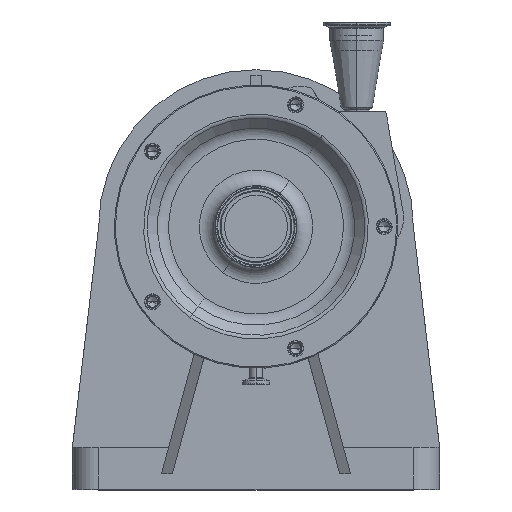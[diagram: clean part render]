
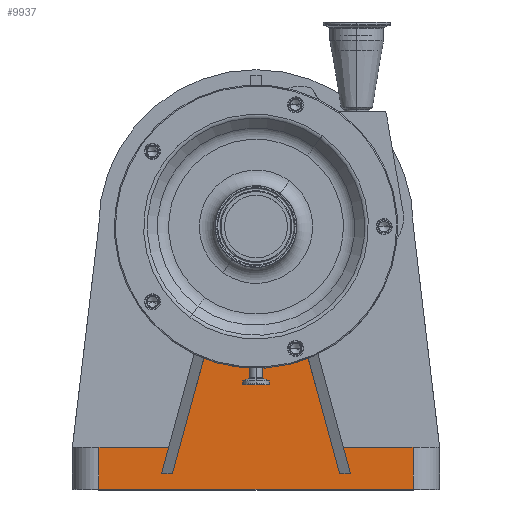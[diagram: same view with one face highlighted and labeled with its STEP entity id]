
A CAD part, top view. The second image highlights one B-rep face of the part: STEP entity #9937.
In plain terms, the highlighted planar face has unit normal (0, 0, 1).
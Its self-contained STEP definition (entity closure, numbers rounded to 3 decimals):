
#9 = DIRECTION ( 'NONE',  ( 1., 0., 0. ) ) ;
#131 = EDGE_CURVE ( 'NONE', #10599, #9818, #1164, .T. ) ;
#251 = VERTEX_POINT ( 'NONE', #9228 ) ;
#377 = CARTESIAN_POINT ( 'NONE',  ( 83.204, 40., -80. ) ) ;
#410 = ORIENTED_EDGE ( 'NONE', *, *, #9487, .T. ) ;
#412 = DIRECTION ( 'NONE',  ( 0., -1., 0. ) ) ;
#461 = EDGE_CURVE ( 'NONE', #10599, #8711, #11080, .T. ) ;
#551 = LINE ( 'NONE', #8473, #11089 ) ;
#553 = ORIENTED_EDGE ( 'NONE', *, *, #3070, .F. ) ;
#756 = VERTEX_POINT ( 'NONE', #8498 ) ;
#811 = DIRECTION ( 'NONE',  ( 0.262, 0.965, 0. ) ) ;
#937 = CARTESIAN_POINT ( 'NONE',  ( 149.6, 40., -80. ) ) ;
#1004 = CARTESIAN_POINT ( 'NONE',  ( 149.6, 0., -80. ) ) ;
#1035 = ORIENTED_EDGE ( 'NONE', *, *, #2059, .T. ) ;
#1164 = LINE ( 'NONE', #8796, #4652 ) ;
#1254 = VECTOR ( 'NONE', #6674, 1000. ) ;
#1327 = CARTESIAN_POINT ( 'NONE',  ( -83.204, 40., -80. ) ) ;
#1383 = DIRECTION ( 'NONE',  ( -1., 0., 0. ) ) ;
#1415 = ORIENTED_EDGE ( 'NONE', *, *, #131, .F. ) ;
#1471 = EDGE_CURVE ( 'NONE', #2516, #756, #9182, .T. ) ;
#1486 = EDGE_CURVE ( 'NONE', #3744, #9828, #7665, .T. ) ;
#1660 = DIRECTION ( 'NONE',  ( 1., 0., 0. ) ) ;
#2059 = EDGE_CURVE ( 'NONE', #10849, #9818, #4142, .T. ) ;
#2257 = EDGE_LOOP ( 'NONE', ( #1035, #1415, #10118, #5033, #9865, #10321, #6165, #553, #10059, #8075, #5736, #410 ) ) ;
#2338 = CARTESIAN_POINT ( 'NONE',  ( -40.6, 158.613, -80. ) ) ;
#2478 = CARTESIAN_POINT ( 'NONE',  ( 80.35, 12.377, -80. ) ) ;
#2516 = VERTEX_POINT ( 'NONE', #377 ) ;
#2529 = CARTESIAN_POINT ( 'NONE',  ( -67.186, 98.928, -80. ) ) ;
#2849 = VECTOR ( 'NONE', #811, 1000. ) ;
#3059 = DIRECTION ( 'NONE',  ( -1., 0., 0. ) ) ;
#3070 = EDGE_CURVE ( 'NONE', #2516, #251, #8472, .T. ) ;
#3252 = CARTESIAN_POINT ( 'NONE',  ( -79.637, 15., -80. ) ) ;
#3255 = VECTOR ( 'NONE', #7471, 1000. ) ;
#3497 = CIRCLE ( 'NONE', #5670, 100. ) ;
#3598 = VECTOR ( 'NONE', #4284, 1000. ) ;
#3658 = VECTOR ( 'NONE', #412, 1000. ) ;
#3744 = VERTEX_POINT ( 'NONE', #7180 ) ;
#3746 = CARTESIAN_POINT ( 'NONE',  ( 0., 250., -80. ) ) ;
#4080 = VECTOR ( 'NONE', #5870, 1000. ) ;
#4109 = PLANE ( 'NONE',  #6227 ) ;
#4129 = CARTESIAN_POINT ( 'NONE',  ( -40.6, 158.613, -80. ) ) ;
#4142 = LINE ( 'NONE', #2338, #3255 ) ;
#4284 = DIRECTION ( 'NONE',  ( -0.262, 0.965, 0. ) ) ;
#4522 = CARTESIAN_POINT ( 'NONE',  ( -90., 15., -80. ) ) ;
#4652 = VECTOR ( 'NONE', #10466, 1000. ) ;
#4910 = VERTEX_POINT ( 'NONE', #1004 ) ;
#5033 = ORIENTED_EDGE ( 'NONE', *, *, #5154, .F. ) ;
#5072 = CARTESIAN_POINT ( 'NONE',  ( 0., 15., -80. ) ) ;
#5073 = CARTESIAN_POINT ( 'NONE',  ( 149.6, 40., -80. ) ) ;
#5154 = EDGE_CURVE ( 'NONE', #6769, #8711, #5936, .T. ) ;
#5670 = AXIS2_PLACEMENT_3D ( 'NONE', #3746, #6518, #3059 ) ;
#5736 = ORIENTED_EDGE ( 'NONE', *, *, #1486, .T. ) ;
#5870 = DIRECTION ( 'NONE',  ( 1., 0., 0. ) ) ;
#5936 = LINE ( 'NONE', #5073, #7317 ) ;
#6165 = ORIENTED_EDGE ( 'NONE', *, *, #10807, .F. ) ;
#6188 = CARTESIAN_POINT ( 'NONE',  ( 149.6, 0., -80. ) ) ;
#6227 = AXIS2_PLACEMENT_3D ( 'NONE', #7554, #6712, #1383 ) ;
#6511 = VERTEX_POINT ( 'NONE', #9320 ) ;
#6518 = DIRECTION ( 'NONE',  ( 0., 0., -1. ) ) ;
#6674 = DIRECTION ( 'NONE',  ( 0.262, -0.965, 0. ) ) ;
#6712 = DIRECTION ( 'NONE',  ( 0., 0., -1. ) ) ;
#6715 = LINE ( 'NONE', #6188, #7668 ) ;
#6722 = CARTESIAN_POINT ( 'NONE',  ( 87.773, 23.194, -80. ) ) ;
#6769 = VERTEX_POINT ( 'NONE', #10127 ) ;
#6818 = VECTOR ( 'NONE', #6939, 1000. ) ;
#6939 = DIRECTION ( 'NONE',  ( 1., 0., 0. ) ) ;
#7078 = EDGE_CURVE ( 'NONE', #3744, #756, #10137, .T. ) ;
#7180 = CARTESIAN_POINT ( 'NONE',  ( 79.637, 15., -80. ) ) ;
#7317 = VECTOR ( 'NONE', #9, 1000. ) ;
#7471 = DIRECTION ( 'NONE',  ( -0.262, -0.965, 0. ) ) ;
#7491 = CARTESIAN_POINT ( 'NONE',  ( 40.6, 158.613, -80. ) ) ;
#7554 = CARTESIAN_POINT ( 'NONE',  ( 149.6, 40., -80. ) ) ;
#7665 = LINE ( 'NONE', #2478, #3598 ) ;
#7668 = VECTOR ( 'NONE', #1660, 1000. ) ;
#8075 = ORIENTED_EDGE ( 'NONE', *, *, #7078, .F. ) ;
#8173 = FACE_OUTER_BOUND ( 'NONE', #2257, .T. ) ;
#8174 = LINE ( 'NONE', #9958, #3658 ) ;
#8472 = LINE ( 'NONE', #937, #6818 ) ;
#8473 = CARTESIAN_POINT ( 'NONE',  ( 149.6, 40., -80. ) ) ;
#8498 = CARTESIAN_POINT ( 'NONE',  ( 90., 15., -80. ) ) ;
#8711 = VERTEX_POINT ( 'NONE', #1327 ) ;
#8744 = EDGE_CURVE ( 'NONE', #6769, #6511, #8174, .T. ) ;
#8796 = CARTESIAN_POINT ( 'NONE',  ( -90., 15., -80. ) ) ;
#9182 = LINE ( 'NONE', #6722, #1254 ) ;
#9228 = CARTESIAN_POINT ( 'NONE',  ( 149.6, 40., -80. ) ) ;
#9320 = CARTESIAN_POINT ( 'NONE',  ( -149.6, 0., -80. ) ) ;
#9487 = EDGE_CURVE ( 'NONE', #9828, #10849, #3497, .T. ) ;
#9818 = VERTEX_POINT ( 'NONE', #3252 ) ;
#9828 = VERTEX_POINT ( 'NONE', #7491 ) ;
#9865 = ORIENTED_EDGE ( 'NONE', *, *, #8744, .T. ) ;
#9937 = ADVANCED_FACE ( 'NONE', ( #8173 ), #4109, .F. ) ;
#9958 = CARTESIAN_POINT ( 'NONE',  ( -149.6, 40., -80. ) ) ;
#10059 = ORIENTED_EDGE ( 'NONE', *, *, #1471, .T. ) ;
#10086 = EDGE_CURVE ( 'NONE', #6511, #4910, #6715, .T. ) ;
#10118 = ORIENTED_EDGE ( 'NONE', *, *, #461, .T. ) ;
#10127 = CARTESIAN_POINT ( 'NONE',  ( -149.6, 40., -80. ) ) ;
#10137 = LINE ( 'NONE', #5072, #4080 ) ;
#10321 = ORIENTED_EDGE ( 'NONE', *, *, #10086, .T. ) ;
#10466 = DIRECTION ( 'NONE',  ( 1., 0., 0. ) ) ;
#10599 = VERTEX_POINT ( 'NONE', #4522 ) ;
#10807 = EDGE_CURVE ( 'NONE', #251, #4910, #551, .T. ) ;
#10849 = VERTEX_POINT ( 'NONE', #4129 ) ;
#11040 = DIRECTION ( 'NONE',  ( 0., -1., 0. ) ) ;
#11080 = LINE ( 'NONE', #2529, #2849 ) ;
#11089 = VECTOR ( 'NONE', #11040, 1000. ) ;
